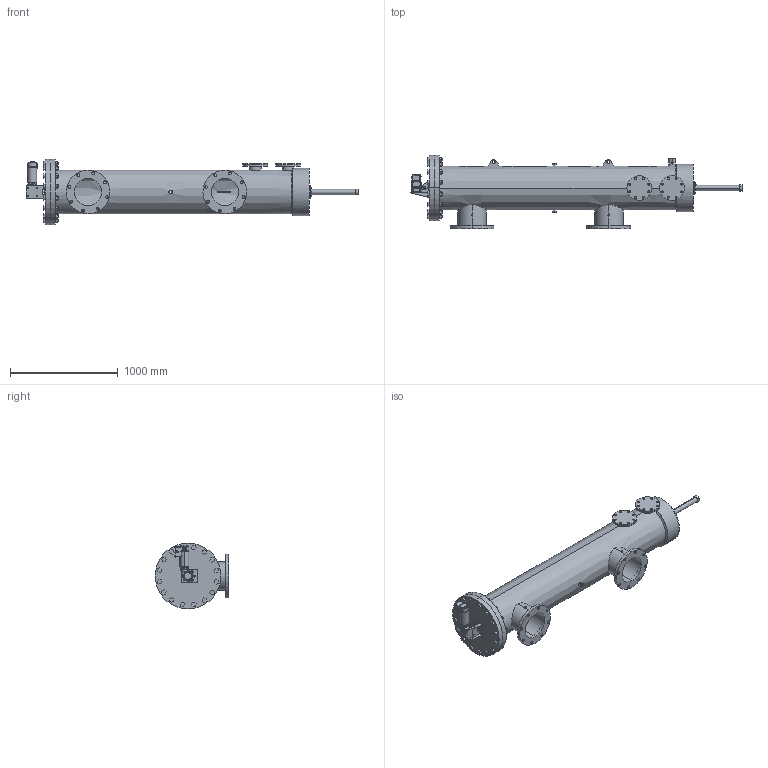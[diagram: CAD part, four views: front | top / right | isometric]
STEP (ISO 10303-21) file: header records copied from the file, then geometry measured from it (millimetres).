
FILE_DESCRIPTION (( 'STEP AP203' ), '1' );
FILE_NAME ('E10-180-FRP-LP.STEP', '2020-09-17T12:15:36', ( '' ), ( '' ), 'SwSTEP 2.0', 'SolidWorks 2018', '' );
FILE_SCHEMA (( 'CONFIG_CONTROL_DESIGN' ));
Length unit declared in the file: millimetre
Products named in the file (8): Washdown drive shaft; simp; E10-180-FRP-LP; E10-FRP-180 for LP; simp2; reduced size motor; Washdown mounting bracket; Motor assem
Assembly tree (13 placements, depth 3):
  E10-180-FRP-LP
    E10-FRP-180 for LP
    Motor assem
      Washdown drive shaft
      Washdown mounting bracket
      reduced size motor
      simp  x4
      simp2  x4
Bounding box: 3081.98 x 682.75 x 609.6 mm (x, y, z)
Volume: 48217192.3 mm3; surface area: 9431531.2 mm2
Topology: 36 solids, 36 shells, 1493 faces, 3779 edges, 2470 vertices
Faces by surface type: plane 824, cylinder 530, bspline 58, torus 48, cone 29, sphere 4
Entity records: 50742 total; most frequent: CARTESIAN_POINT 15716, ORIENTED_EDGE 7078, DIRECTION 6914, EDGE_CURVE 3539, AXIS2_PLACEMENT_3D 2405, VERTEX_POINT 2314, LINE 2104, VECTOR 2104
